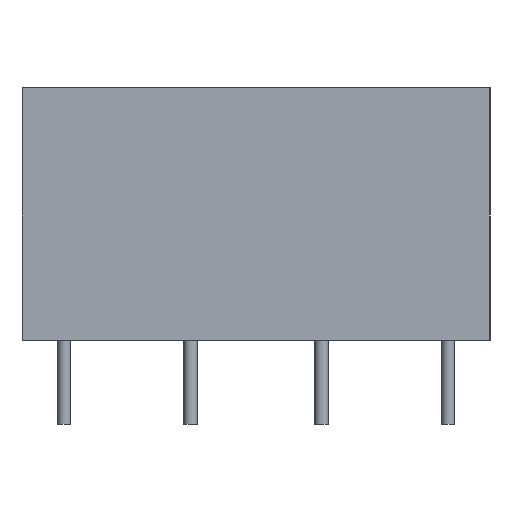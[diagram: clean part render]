
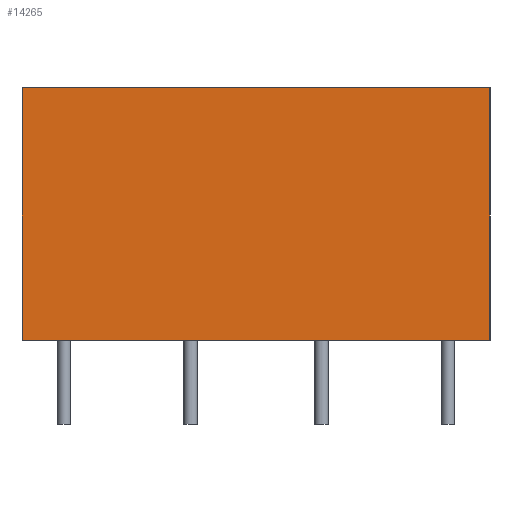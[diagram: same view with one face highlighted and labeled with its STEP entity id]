
A CAD part, left-side view. The second image highlights one B-rep face of the part: STEP entity #14265.
In plain terms, the highlighted planar face has unit normal (-1, 0, 0).
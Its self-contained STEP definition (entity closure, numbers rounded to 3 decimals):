
#937=FACE_OUTER_BOUND('',#1800,.T.);
#1800=EDGE_LOOP('',(#9579,#9580,#9581,#9582));
#2583=LINE('',#18342,#4071);
#3002=LINE('',#22225,#4490);
#3003=LINE('',#22228,#4491);
#3004=LINE('',#22229,#4492);
#4071=VECTOR('',#15644,10.);
#4490=VECTOR('',#16203,10.);
#4491=VECTOR('',#16206,10.);
#4492=VECTOR('',#16207,10.);
#5559=VERTEX_POINT('',#18339);
#5560=VERTEX_POINT('',#18341);
#6169=VERTEX_POINT('',#22223);
#6170=VERTEX_POINT('',#22227);
#6899=EDGE_CURVE('',#5559,#5560,#2583,.T.);
#7531=EDGE_CURVE('',#5559,#6169,#3002,.F.);
#7532=EDGE_CURVE('',#6169,#6170,#3003,.T.);
#7533=EDGE_CURVE('',#5560,#6170,#3004,.T.);
#9579=ORIENTED_EDGE('',*,*,#7532,.T.);
#9580=ORIENTED_EDGE('',*,*,#7533,.F.);
#9581=ORIENTED_EDGE('',*,*,#6899,.F.);
#9582=ORIENTED_EDGE('',*,*,#7531,.T.);
#12948=PLANE('',#15106);
#14265=ADVANCED_FACE('',(#937),#12948,.F.);
#15106=AXIS2_PLACEMENT_3D('',#22226,#16204,#16205);
#15644=DIRECTION('',(0.,-1.,0.));
#16203=DIRECTION('',(0.,0.,1.));
#16204=DIRECTION('center_axis',(1.,0.,0.));
#16205=DIRECTION('ref_axis',(0.,1.,0.));
#16206=DIRECTION('',(0.,-1.,0.));
#16207=DIRECTION('',(0.,0.,-1.));
#18339=CARTESIAN_POINT('',(-23.45,13.9,15.));
#18341=CARTESIAN_POINT('',(-23.45,-13.9,15.));
#18342=CARTESIAN_POINT('',(-23.45,5.05,15.));
#22223=CARTESIAN_POINT('',(-23.45,13.9,0.));
#22225=CARTESIAN_POINT('',(-23.45,13.9,15.));
#22226=CARTESIAN_POINT('Origin',(-23.45,10.1,15.));
#22227=CARTESIAN_POINT('',(-23.45,-13.9,0.));
#22228=CARTESIAN_POINT('',(-23.45,5.05,0.));
#22229=CARTESIAN_POINT('',(-23.45,-13.9,15.));
